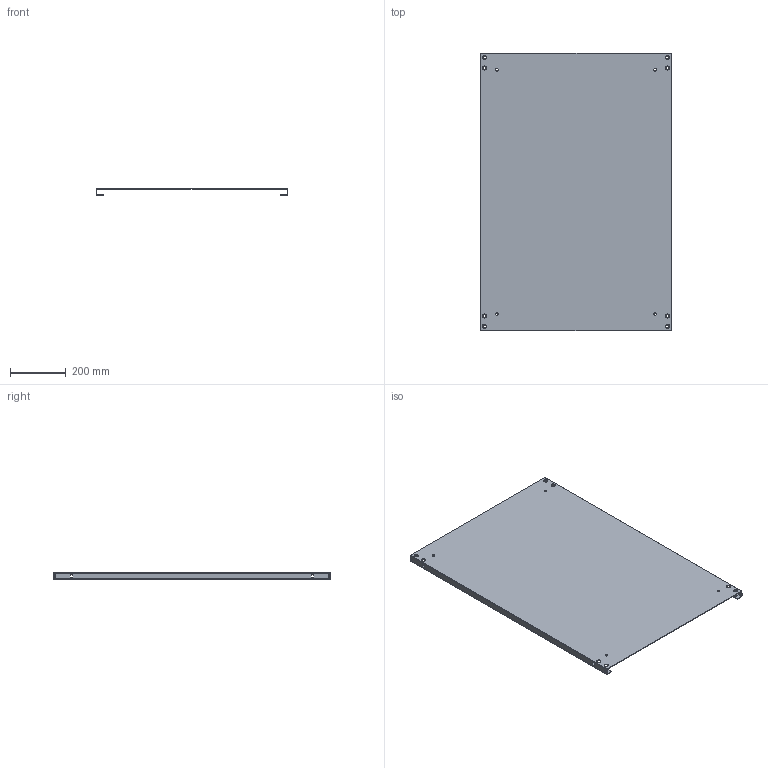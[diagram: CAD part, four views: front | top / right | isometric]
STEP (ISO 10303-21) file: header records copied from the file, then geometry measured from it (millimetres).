
FILE_DESCRIPTION (( 'STEP AP203' ), '1' );
FILE_NAME ('QB07C112.step', '2011-02-17T14:48:24', ( 'User' ), ( 'DKC' ), 'SwSTEP 2.0', 'SolidWorks 2010', '' );
FILE_SCHEMA (( 'CONFIG_CONTROL_DESIGN' ));
Length unit declared in the file: millimetre
Products named in the file (1): QB07C112
Bounding box: 686 x 995 x 25 mm (x, y, z)
Volume: 1917623.6 mm3; surface area: 1545465.1 mm2
Topology: 1 solids, 1 shells, 126 faces, 340 edges, 216 vertices
Faces by surface type: cylinder 64, plane 62
Entity records: 4145 total; most frequent: DIRECTION 722, CARTESIAN_POINT 683, ORIENTED_EDGE 680, EDGE_CURVE 340, AXIS2_PLACEMENT_3D 255, VERTEX_POINT 216, VECTOR 212, LINE 212
